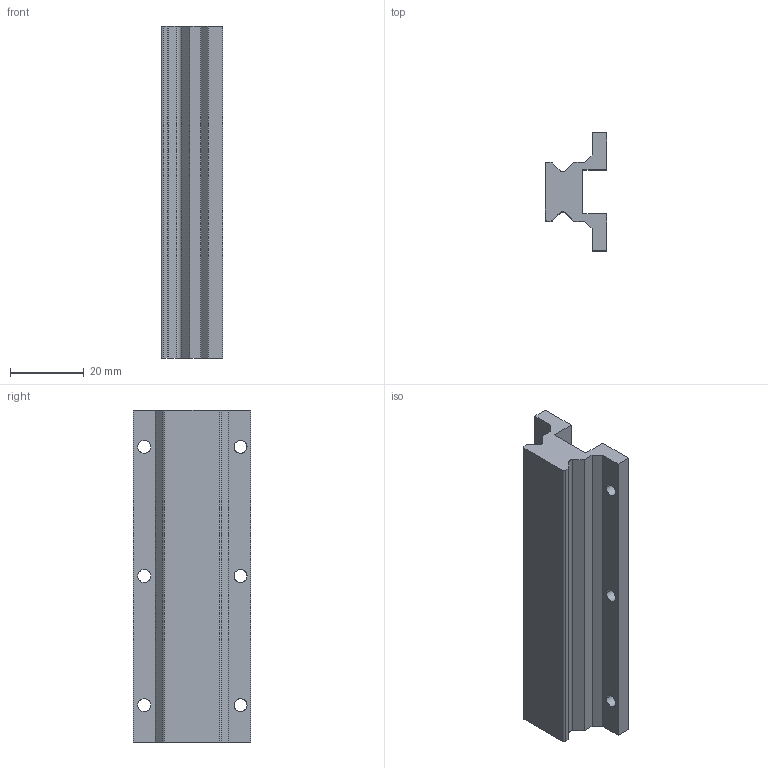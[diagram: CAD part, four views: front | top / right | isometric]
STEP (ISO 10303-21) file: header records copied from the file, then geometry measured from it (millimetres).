
FILE_DESCRIPTION (( 'STEP AP203' ), '1' );
FILE_NAME ('railWORK.STEP', '2025-04-28T12:40:01', ( '' ), ( '' ), 'SwSTEP 2.0', 'SolidWorks 2024', '' );
FILE_SCHEMA (( 'CONFIG_CONTROL_DESIGN' ));
Length unit declared in the file: millimetre
Products named in the file (1): railWORK
Bounding box: 16.7 x 31.91 x 90 mm (x, y, z)
Volume: 21241.1 mm3; surface area: 10655.4 mm2
Topology: 1 solids, 1 shells, 40 faces, 114 edges, 76 vertices
Faces by surface type: plane 22, cylinder 18
Entity records: 1409 total; most frequent: CARTESIAN_POINT 249, ORIENTED_EDGE 228, DIRECTION 220, EDGE_CURVE 114, VECTOR 78, LINE 78, VERTEX_POINT 76, AXIS2_PLACEMENT_3D 71
